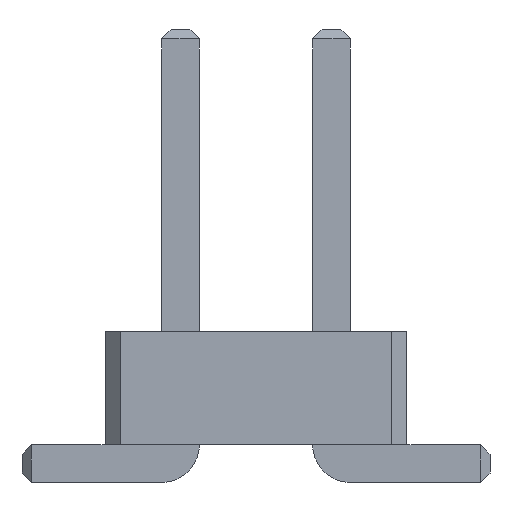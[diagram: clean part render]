
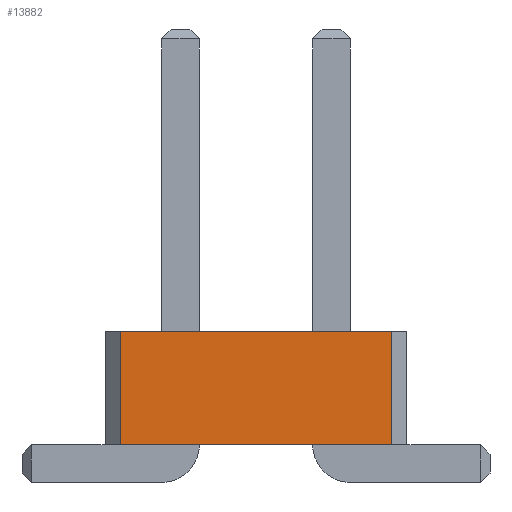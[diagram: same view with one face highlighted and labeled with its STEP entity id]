
A CAD part, front view. The second image highlights one B-rep face of the part: STEP entity #13882.
In plain terms, the highlighted planar face has unit normal (0, -1, 0).
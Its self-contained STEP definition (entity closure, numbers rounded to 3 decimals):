
#2510 = VERTEX_POINT('',#2511);
#2511 = CARTESIAN_POINT('',(1.8,-33.,0.5));
#2517 = EDGE_CURVE('',#2518,#2510,#2520,.T.);
#2518 = VERTEX_POINT('',#2519);
#2519 = CARTESIAN_POINT('',(-1.8,-33.,0.5));
#2520 = LINE('',#2521,#2522);
#2521 = CARTESIAN_POINT('',(-1.8,-33.,0.5));
#2522 = VECTOR('',#2523,1.);
#2523 = DIRECTION('',(1.,0.,0.));
#5670 = VERTEX_POINT('',#5671);
#5671 = CARTESIAN_POINT('',(1.8,-33.,2.));
#5677 = EDGE_CURVE('',#5678,#5670,#5680,.T.);
#5678 = VERTEX_POINT('',#5679);
#5679 = CARTESIAN_POINT('',(-1.8,-33.,2.));
#5680 = LINE('',#5681,#5682);
#5681 = CARTESIAN_POINT('',(-1.8,-33.,2.));
#5682 = VECTOR('',#5683,1.);
#5683 = DIRECTION('',(1.,0.,0.));
#13871 = EDGE_CURVE('',#2518,#5678,#13872,.T.);
#13872 = LINE('',#13873,#13874);
#13873 = CARTESIAN_POINT('',(-1.8,-33.,0.5));
#13874 = VECTOR('',#13875,1.);
#13875 = DIRECTION('',(0.,0.,1.));
#13882 = ADVANCED_FACE('',(#13883),#13894,.F.);
#13883 = FACE_BOUND('',#13884,.F.);
#13884 = EDGE_LOOP('',(#13885,#13886,#13887,#13893));
#13885 = ORIENTED_EDGE('',*,*,#13871,.T.);
#13886 = ORIENTED_EDGE('',*,*,#5677,.T.);
#13887 = ORIENTED_EDGE('',*,*,#13888,.F.);
#13888 = EDGE_CURVE('',#2510,#5670,#13889,.T.);
#13889 = LINE('',#13890,#13891);
#13890 = CARTESIAN_POINT('',(1.8,-33.,0.5));
#13891 = VECTOR('',#13892,1.);
#13892 = DIRECTION('',(0.,0.,1.));
#13893 = ORIENTED_EDGE('',*,*,#2517,.F.);
#13894 = PLANE('',#13895);
#13895 = AXIS2_PLACEMENT_3D('',#13896,#13897,#13898);
#13896 = CARTESIAN_POINT('',(-1.8,-33.,0.5));
#13897 = DIRECTION('',(0.,1.,0.));
#13898 = DIRECTION('',(1.,0.,0.));
